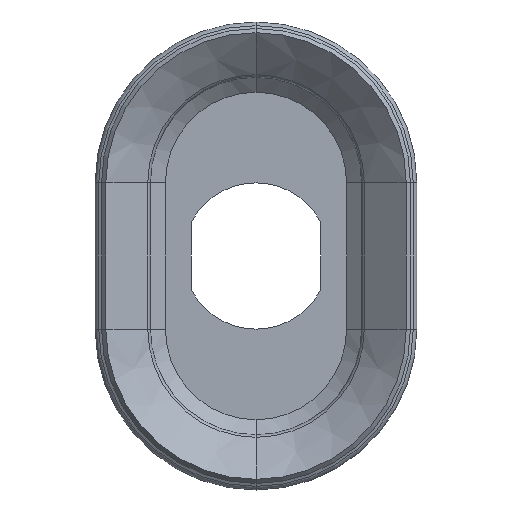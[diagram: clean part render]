
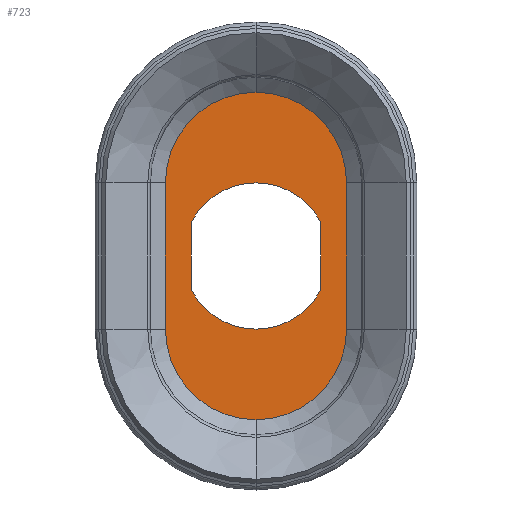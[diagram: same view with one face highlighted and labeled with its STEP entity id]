
A CAD part, front view. The second image highlights one B-rep face of the part: STEP entity #723.
In plain terms, the highlighted planar face has unit normal (0, -1, 0).
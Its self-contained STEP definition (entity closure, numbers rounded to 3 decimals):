
#723=ADVANCED_FACE('',(#1502,#1503),#1504,.F.);
#1502=FACE_BOUND('',#2332,.T.);
#1503=FACE_OUTER_BOUND('',#2333,.T.);
#1504=PLANE('',#2334);
#2332=EDGE_LOOP('',(#7991,#7992,#7993,#7994,#7995,#7996));
#2333=EDGE_LOOP('',(#7997,#7998,#7999,#8000,#8001,#8002));
#2334=AXIS2_PLACEMENT_3D('',#8003,#8004,#8005);
#7991=ORIENTED_EDGE('',*,*,#9083,.F.);
#7992=ORIENTED_EDGE('',*,*,#9084,.F.);
#7993=ORIENTED_EDGE('',*,*,#8694,.F.);
#7994=ORIENTED_EDGE('',*,*,#9085,.F.);
#7995=ORIENTED_EDGE('',*,*,#8467,.F.);
#7996=ORIENTED_EDGE('',*,*,#9086,.F.);
#7997=ORIENTED_EDGE('',*,*,#8752,.F.);
#7998=ORIENTED_EDGE('',*,*,#9038,.T.);
#7999=ORIENTED_EDGE('',*,*,#8581,.F.);
#8000=ORIENTED_EDGE('',*,*,#8929,.F.);
#8001=ORIENTED_EDGE('',*,*,#8993,.F.);
#8002=ORIENTED_EDGE('',*,*,#9035,.F.);
#8003=CARTESIAN_POINT('',(-11.155,-12.0,-9.521));
#8004=DIRECTION('',(0.0,1.0,0.0));
#8005=DIRECTION('',(0.0,0.0,1.0));
#8467=EDGE_CURVE('',#9364,#9367,#9368,.T.);
#8581=EDGE_CURVE('',#9542,#9545,#9546,.T.);
#8694=EDGE_CURVE('',#9724,#9725,#9726,.T.);
#8752=EDGE_CURVE('',#9826,#9827,#9828,.T.);
#8929=EDGE_CURVE('',#10031,#9542,#10033,.T.);
#8993=EDGE_CURVE('',#10105,#10031,#10107,.T.);
#9035=EDGE_CURVE('',#9827,#10105,#10149,.T.);
#9038=EDGE_CURVE('',#9826,#9545,#10152,.T.);
#9083=EDGE_CURVE('',#10197,#10198,#10199,.T.);
#9084=EDGE_CURVE('',#9725,#10197,#10200,.T.);
#9085=EDGE_CURVE('',#9367,#9724,#10201,.T.);
#9086=EDGE_CURVE('',#10198,#9364,#10202,.T.);
#9364=VERTEX_POINT('',#10532);
#9367=VERTEX_POINT('',#10536);
#9368=CIRCLE('',#10537,9.0);
#9542=VERTEX_POINT('',#10746);
#9545=VERTEX_POINT('',#10750);
#9546=CIRCLE('',#10751,11.155);
#9724=VERTEX_POINT('',#10948);
#9725=VERTEX_POINT('',#10949);
#9726=CIRCLE('',#10950,9.0);
#9826=VERTEX_POINT('',#11525);
#9827=VERTEX_POINT('',#11526);
#9828=CIRCLE('',#11527,11.155);
#10031=VERTEX_POINT('',#11796);
#10033=CIRCLE('',#11799,11.155);
#10105=VERTEX_POINT('',#11902);
#10107=LINE('',#11905,#11906);
#10149=CIRCLE('',#11953,11.155);
#10152=LINE('',#11957,#11958);
#10197=VERTEX_POINT('',#12020);
#10198=VERTEX_POINT('',#12021);
#10199=LINE('',#12022,#12023);
#10200=CIRCLE('',#12024,9.0);
#10201=LINE('',#12025,#12026);
#10202=CIRCLE('',#12027,9.0);
#10532=CARTESIAN_POINT('',(-11.155,-12.0,-9.521));
#10536=CARTESIAN_POINT('',(-3.155,-12.0,-4.644));
#10537=AXIS2_PLACEMENT_3D('',#13548,#13549,#13550);
#10746=CARTESIAN_POINT('',(-11.155,-12.0,19.634));
#10750=CARTESIAN_POINT('',(0.0,-12.0,8.479));
#10751=AXIS2_PLACEMENT_3D('',#13740,#13741,#13742);
#10948=CARTESIAN_POINT('',(-3.155,-12.0,3.602));
#10949=CARTESIAN_POINT('',(-11.155,-12.0,8.479));
#10950=AXIS2_PLACEMENT_3D('',#13963,#13964,#13965);
#11525=CARTESIAN_POINT('',(0.,-12.0,-9.521));
#11526=CARTESIAN_POINT('',(-11.155,-12.0,-20.676));
#11527=AXIS2_PLACEMENT_3D('',#14020,#14021,#14022);
#11796=CARTESIAN_POINT('',(-22.31,-12.0,8.479));
#11799=AXIS2_PLACEMENT_3D('',#14243,#14244,#14245);
#11902=CARTESIAN_POINT('',(-22.31,-12.0,-9.521));
#11905=CARTESIAN_POINT('',(-22.31,-12.0,-9.521));
#11906=VECTOR('',#14290,1000.0);
#11953=AXIS2_PLACEMENT_3D('',#14323,#14324,#14325);
#11957=CARTESIAN_POINT('',(0.,-12.0,-9.521));
#11958=VECTOR('',#14327,1000.0);
#12020=CARTESIAN_POINT('',(-19.155,-12.0,3.602));
#12021=CARTESIAN_POINT('',(-19.155,-12.0,-4.644));
#12022=CARTESIAN_POINT('',(-19.155,-12.0,3.602));
#12023=VECTOR('',#14345,1000.0);
#12024=AXIS2_PLACEMENT_3D('',#14346,#14347,#14348);
#12025=CARTESIAN_POINT('',(-3.155,-12.0,3.602));
#12026=VECTOR('',#14349,1000.0);
#12027=AXIS2_PLACEMENT_3D('',#14350,#14351,#14352);
#13548=CARTESIAN_POINT('',(-11.155,-12.0,-0.521));
#13549=DIRECTION('',(0.0,-1.0,0.0));
#13550=DIRECTION('',(0.0,0.0,1.0));
#13740=CARTESIAN_POINT('',(-11.155,-12.0,8.479));
#13741=DIRECTION('',(0.0,1.0,0.0));
#13742=DIRECTION('',(0.0,0.0,1.0));
#13963=CARTESIAN_POINT('',(-11.155,-12.0,-0.521));
#13964=DIRECTION('',(0.0,-1.0,0.0));
#13965=DIRECTION('',(0.0,0.0,1.0));
#14020=CARTESIAN_POINT('',(-11.155,-12.0,-9.521));
#14021=DIRECTION('',(0.0,1.0,0.0));
#14022=DIRECTION('',(0.0,0.0,1.0));
#14243=CARTESIAN_POINT('',(-11.155,-12.0,8.479));
#14244=DIRECTION('',(0.0,1.0,0.0));
#14245=DIRECTION('',(0.0,0.0,1.0));
#14290=DIRECTION('',(0.0,0.0,1.0));
#14323=CARTESIAN_POINT('',(-11.155,-12.0,-9.521));
#14324=DIRECTION('',(0.0,1.0,0.0));
#14325=DIRECTION('',(0.0,0.0,1.0));
#14327=DIRECTION('',(0.,0.0,1.0));
#14345=DIRECTION('',(0.,0.0,-1.0));
#14346=CARTESIAN_POINT('',(-11.155,-12.0,-0.521));
#14347=DIRECTION('',(0.0,-1.0,0.0));
#14348=DIRECTION('',(0.0,0.0,1.0));
#14349=DIRECTION('',(0.0,0.0,1.0));
#14350=CARTESIAN_POINT('',(-11.155,-12.0,-0.521));
#14351=DIRECTION('',(0.0,-1.0,0.0));
#14352=DIRECTION('',(0.0,0.0,1.0));
